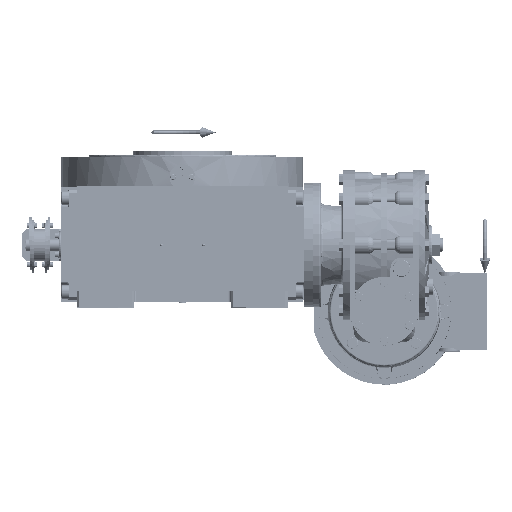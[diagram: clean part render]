
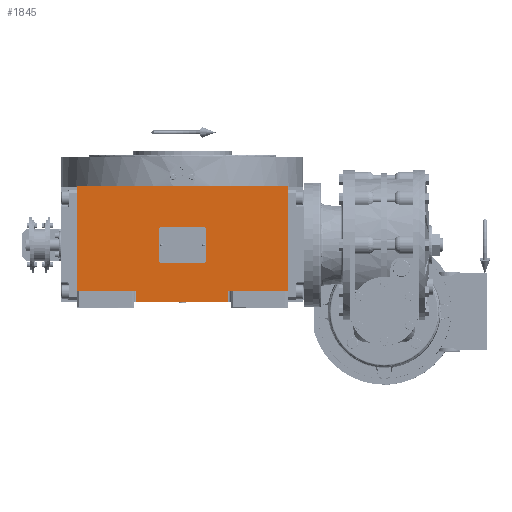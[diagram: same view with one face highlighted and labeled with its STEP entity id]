
A CAD part, top view. The second image highlights one B-rep face of the part: STEP entity #1845.
In plain terms, the highlighted planar face has unit normal (0, 0, 1).
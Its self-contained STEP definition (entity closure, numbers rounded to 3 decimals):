
#892 = ORIENTED_EDGE ( 'NONE', *, *, #120326, .F. ) ;
#1845 = ADVANCED_FACE ( 'NONE', ( #43462 ), #137739, .T. ) ;
#4406 = ORIENTED_EDGE ( 'NONE', *, *, #6402, .T. ) ;
#6402 = EDGE_CURVE ( 'NONE', #123327, #31006, #111358, .T. ) ;
#11997 = VECTOR ( 'NONE', #148637, 1000. ) ;
#17062 = CARTESIAN_POINT ( 'NONE',  ( -135., -73., 226. ) ) ;
#18638 = LINE ( 'NONE', #149979, #111333 ) ;
#19156 = EDGE_CURVE ( 'NONE', #140111, #103944, #142157, .T. ) ;
#19561 = DIRECTION ( 'NONE',  ( 1., 0., 0. ) ) ;
#21732 = EDGE_CURVE ( 'NONE', #34881, #31006, #54308, .T. ) ;
#22332 = DIRECTION ( 'NONE',  ( 0., -1., 0. ) ) ;
#24498 = VERTEX_POINT ( 'NONE', #156529 ) ;
#25243 = VECTOR ( 'NONE', #106788, 1000. ) ;
#31006 = VERTEX_POINT ( 'NONE', #133305 ) ;
#33238 = AXIS2_PLACEMENT_3D ( 'NONE', #17062, #156831, #142702 ) ;
#33894 = VECTOR ( 'NONE', #139512, 1000. ) ;
#33952 = ORIENTED_EDGE ( 'NONE', *, *, #128844, .T. ) ;
#34881 = VERTEX_POINT ( 'NONE', #119535 ) ;
#40286 = VERTEX_POINT ( 'NONE', #64147 ) ;
#40693 = EDGE_LOOP ( 'NONE', ( #55330, #166338, #33952, #4406, #95703, #98788, #91736, #892 ) ) ;
#43462 = FACE_OUTER_BOUND ( 'NONE', #40693, .T. ) ;
#54308 = LINE ( 'NONE', #134527, #11997 ) ;
#55000 = LINE ( 'NONE', #161713, #93381 ) ;
#55330 = ORIENTED_EDGE ( 'NONE', *, *, #112530, .T. ) ;
#58290 = CARTESIAN_POINT ( 'NONE',  ( -59., -73., 226. ) ) ;
#60220 = CARTESIAN_POINT ( 'NONE',  ( 59., -59., 226. ) ) ;
#64147 = CARTESIAN_POINT ( 'NONE',  ( -59., -59., 226. ) ) ;
#72299 = DIRECTION ( 'NONE',  ( 0., 1., 0. ) ) ;
#82442 = CARTESIAN_POINT ( 'NONE',  ( 135., -59., 226. ) ) ;
#87830 = VECTOR ( 'NONE', #22332, 1000. ) ;
#91736 = ORIENTED_EDGE ( 'NONE', *, *, #140860, .T. ) ;
#93381 = VECTOR ( 'NONE', #95582, 1000. ) ;
#94447 = CARTESIAN_POINT ( 'NONE',  ( 59., -59., 226. ) ) ;
#95582 = DIRECTION ( 'NONE',  ( 0., 1., 0. ) ) ;
#95703 = ORIENTED_EDGE ( 'NONE', *, *, #21732, .F. ) ;
#98788 = ORIENTED_EDGE ( 'NONE', *, *, #126620, .F. ) ;
#98873 = LINE ( 'NONE', #126131, #151639 ) ;
#103944 = VERTEX_POINT ( 'NONE', #138007 ) ;
#106788 = DIRECTION ( 'NONE',  ( 1., 0., 0. ) ) ;
#111333 = VECTOR ( 'NONE', #72299, 1000. ) ;
#111358 = LINE ( 'NONE', #143625, #33894 ) ;
#112530 = EDGE_CURVE ( 'NONE', #24498, #103944, #160865, .T. ) ;
#119535 = CARTESIAN_POINT ( 'NONE',  ( -135., 75., 226. ) ) ;
#120326 = EDGE_CURVE ( 'NONE', #24498, #40286, #55000, .T. ) ;
#123327 = VERTEX_POINT ( 'NONE', #82442 ) ;
#126131 = CARTESIAN_POINT ( 'NONE',  ( -135., -59., 226. ) ) ;
#126620 = EDGE_CURVE ( 'NONE', #158147, #34881, #18638, .T. ) ;
#128844 = EDGE_CURVE ( 'NONE', #140111, #123327, #173793, .T. ) ;
#133305 = CARTESIAN_POINT ( 'NONE',  ( 135., 75., 226. ) ) ;
#134527 = CARTESIAN_POINT ( 'NONE',  ( -135., 75., 226. ) ) ;
#137739 = PLANE ( 'NONE',  #33238 ) ;
#138007 = CARTESIAN_POINT ( 'NONE',  ( 59., -73., 226. ) ) ;
#138697 = VECTOR ( 'NONE', #152635, 1000. ) ;
#139512 = DIRECTION ( 'NONE',  ( 0., 1., 0. ) ) ;
#140111 = VERTEX_POINT ( 'NONE', #151258 ) ;
#140860 = EDGE_CURVE ( 'NONE', #158147, #40286, #98873, .T. ) ;
#142157 = LINE ( 'NONE', #60220, #87830 ) ;
#142702 = DIRECTION ( 'NONE',  ( 1., 0., 0. ) ) ;
#143625 = CARTESIAN_POINT ( 'NONE',  ( 135., -59., 226. ) ) ;
#144700 = CARTESIAN_POINT ( 'NONE',  ( -135., -59., 226. ) ) ;
#148637 = DIRECTION ( 'NONE',  ( 1., 0., 0. ) ) ;
#149979 = CARTESIAN_POINT ( 'NONE',  ( -135., -59., 226. ) ) ;
#151258 = CARTESIAN_POINT ( 'NONE',  ( 59., -59., 226. ) ) ;
#151639 = VECTOR ( 'NONE', #19561, 1000. ) ;
#152635 = DIRECTION ( 'NONE',  ( 1., 0., 0. ) ) ;
#156529 = CARTESIAN_POINT ( 'NONE',  ( -59., -73., 226. ) ) ;
#156831 = DIRECTION ( 'NONE',  ( 0., 0., 1. ) ) ;
#158147 = VERTEX_POINT ( 'NONE', #144700 ) ;
#160865 = LINE ( 'NONE', #58290, #138697 ) ;
#161713 = CARTESIAN_POINT ( 'NONE',  ( -59., -73., 226. ) ) ;
#166338 = ORIENTED_EDGE ( 'NONE', *, *, #19156, .F. ) ;
#173793 = LINE ( 'NONE', #94447, #25243 ) ;
